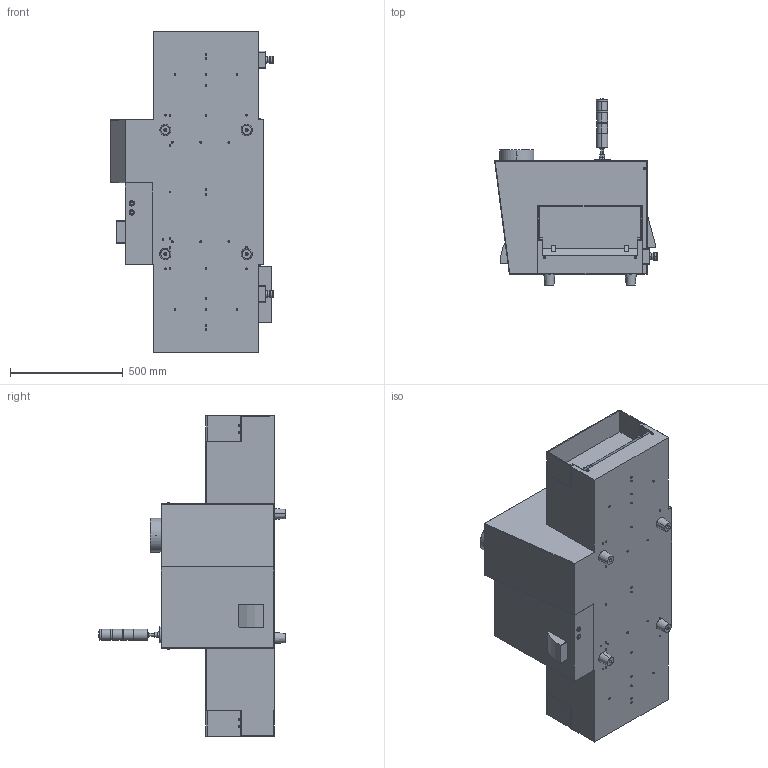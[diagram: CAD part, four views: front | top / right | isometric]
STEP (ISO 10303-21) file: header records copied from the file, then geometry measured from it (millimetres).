
FILE_DESCRIPTION (( 'STEP AP203' ), '1' );
FILE_NAME ('UVCS V3.0.STEP', '2024-07-02T20:28:58', ( '' ), ( '' ), 'SwSTEP 2.0', 'SolidWorks 2023', '' );
FILE_SCHEMA (( 'CONFIG_CONTROL_DESIGN' ));
Length unit declared in the file: millimetre
Products named in the file (1): UVCS V3.0
Bounding box: 720.15 x 825.69 x 1422 mm (x, y, z)
Volume: 294039467.8 mm3; surface area: 3801002.5 mm2
Topology: 1 solids, 1 shells, 4781 faces, 12016 edges, 7829 vertices
Faces by surface type: plane 3959, cylinder 559, cone 192, bspline 68, sphere 3
Entity records: 143189 total; most frequent: CARTESIAN_POINT 27741, ORIENTED_EDGE 23960, DIRECTION 22685, EDGE_CURVE 11980, VECTOR 10405, LINE 10405, VERTEX_POINT 7828, AXIS2_PLACEMENT_3D 6140
